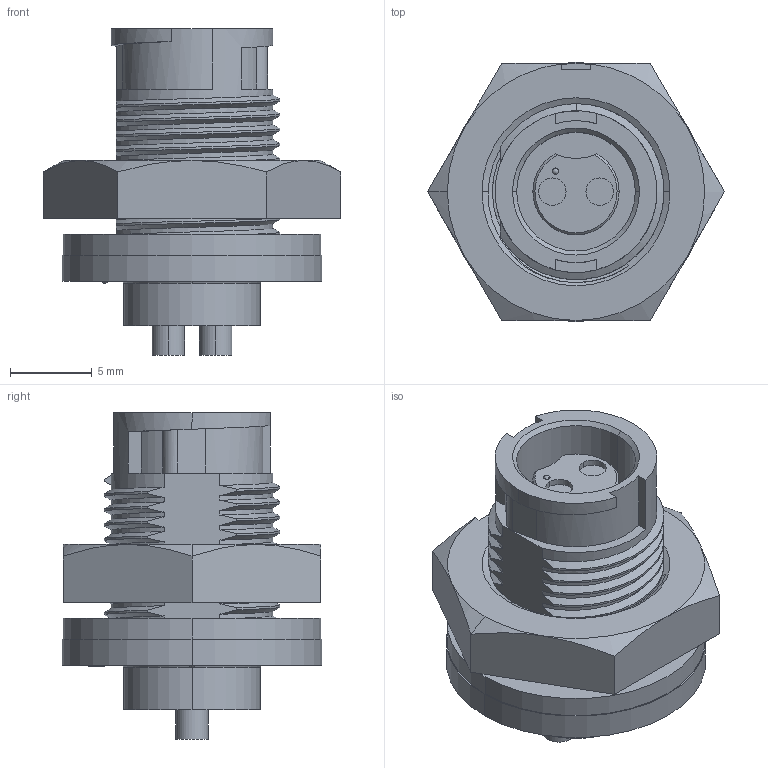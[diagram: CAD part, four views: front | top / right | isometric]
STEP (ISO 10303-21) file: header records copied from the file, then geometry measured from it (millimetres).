
FILE_DESCRIPTION (( 'STEP AP203' ), '1' );
FILE_NAME ('17280-2SG-300.STEP', '2012-09-24T13:41:42', ( '21FPBF1' ), ( 'Conxall' ), 'SwSTEP 2.0', 'SolidWorks 2011', '' );
FILE_SCHEMA (( 'CONFIG_CONTROL_DESIGN' ));
Length unit declared in the file: inch
Products named in the file (1): 17280-2SG-300
Bounding box: 18.18 x 15.88 x 19.96 mm (x, y, z)
Volume: 1904.1 mm3; surface area: 2086.1 mm2
Topology: 2 solids, 2 shells, 180 faces, 477 edges, 314 vertices
Faces by surface type: cylinder 73, plane 49, bspline 38, cone 16, torus 2, sphere 2
Entity records: 12893 total; most frequent: CARTESIAN_POINT 8846, ORIENTED_EDGE 942, DIRECTION 681, EDGE_CURVE 471, VERTEX_POINT 310, AXIS2_PLACEMENT_3D 243, EDGE_LOOP 197, VECTOR 195
